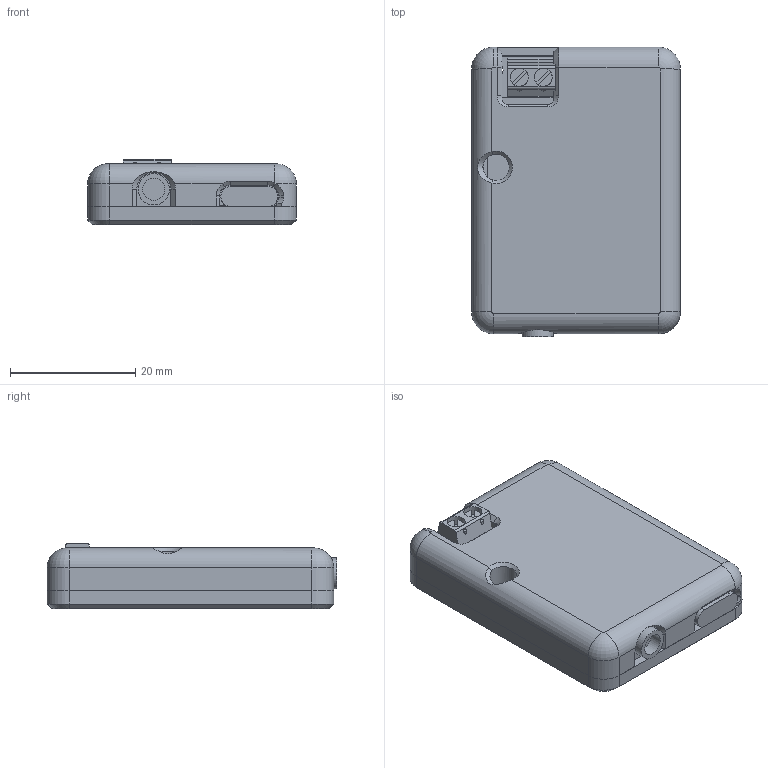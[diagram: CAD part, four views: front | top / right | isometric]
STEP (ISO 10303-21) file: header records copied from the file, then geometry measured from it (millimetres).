
FILE_DESCRIPTION(/* description */ ('STEP AP242 Edition 2','CAx-IF Rec.Pracs.---Representation and Presentation of Product Manufacturing Information (PMI)---4.0---2014-10-13','CAx-IF Rec.Pracs.---3D Tessellated Geometry---0.4---2014-09-14','2;1','CAx-IF Rec.Pracs.---User Defined Attributes---1.5---2016-08-15'),/* implementation_level */ '2;1');
FILE_NAME(/* name */ '694be86ddea6cb131478b879',/* time_stamp */ '2025-12-24T13:19:42Z',/* author */ (''),/* organization */ (''),/* preprocessor_version */ 'ST-DEVELOPER v20',/* originating_system */ 'ONSHAPE BY PTC INC, 1.208',/* authorisation */ ' ');
FILE_SCHEMA (('AP242_MANAGED_MODEL_BASED_3D_ENGINEERING_MIM_LF { 1 0 10303 442 3 1 4 }'));
Length unit declared in the file: metre
Products named in the file (6): AMP; TOP; FLOOR; TERMINALS; TRIGGER; JACK
Bounding box: 33.26 x 46.2 x 10.44 mm (x, y, z)
Volume: 11767.3 mm3; surface area: 11362.9 mm2
Topology: 6 solids, 6 shells, 420 faces, 1067 edges, 681 vertices
Faces by surface type: plane 255, cylinder 117, cone 26, torus 10, sphere 6, bspline 6
Full cylindrical faces by diameter (mm): 0.343 x1, 0.975 x2, 1.48 x1, 1.6 x3, 1.88 x1, 1.886 x2, 2.28 x3, 2.286 x2, 2.4 x3, 2.85 x2, 2.873 x2, 3.5 x1, 4.2 x1, 5 x1
Entity records: 13735 total; most frequent: CARTESIAN_POINT 2676, DIRECTION 2099, ORIENTED_EDGE 2048, EDGE_CURVE 1024, LINE 709, VECTOR 709, AXIS2_PLACEMENT_3D 695, VERTEX_POINT 672
